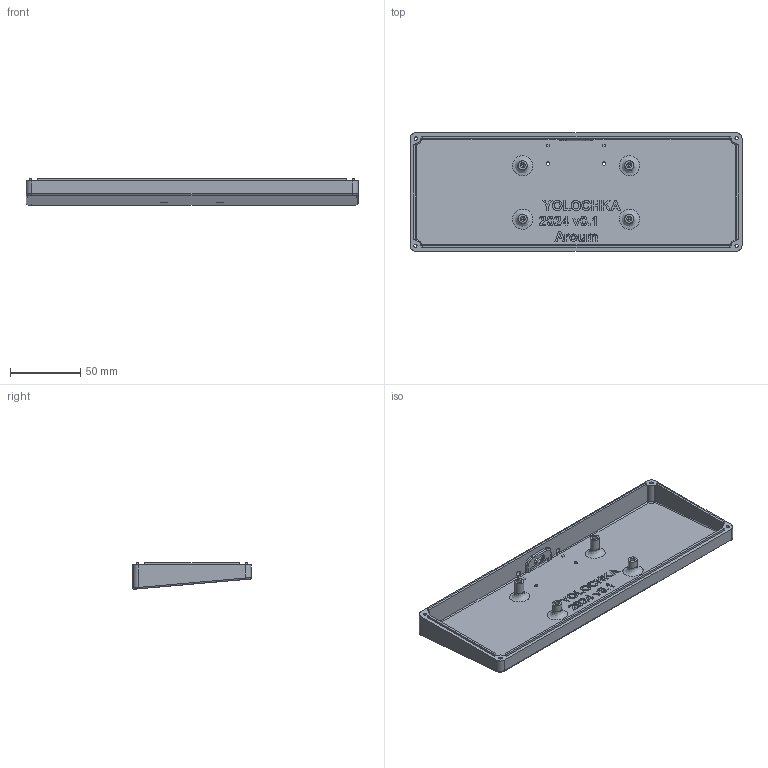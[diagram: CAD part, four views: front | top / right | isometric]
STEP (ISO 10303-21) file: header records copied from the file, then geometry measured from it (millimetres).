
FILE_DESCRIPTION(('STEP AP242'), '1');
FILE_NAME('yolochka_bottom', '', ('UNSPECIFIED'), ('UNSPECIFIED'), 'C3D Converter', 'C3D Toolkit', '');
FILE_SCHEMA(('AP242_MANAGED_MODEL_BASED_3D_ENGINEERING_MIM_LF { 1 0 10303 442 1 1 4 }'));
Length unit declared in the file: millimetre
Products named in the file (1): VOID40 Redux
Bounding box: 236.85 x 84.45 x 18.79 mm (x, y, z)
Volume: 74614.3 mm3; surface area: 59209.8 mm2
Topology: 1 solids, 1 shells, 525 faces, 1390 edges, 900 vertices
Faces by surface type: plane 219, extrusion 186, cylinder 70, bspline 34, torus 10, cone 6
Full cylindrical faces by diameter (mm): 2.4 x6, 3.5 x4, 4.2 x4, 6.4 x4
Entity records: 23497 total; most frequent: CARTESIAN_POINT 7329, ORIENTED_EDGE 2696, DIRECTION 1812, EDGE_CURVE 1348, VECTOR 942, VERTEX_POINT 897, LINE 756, B_SPLINE_CURVE_WITH_KNOTS 631
